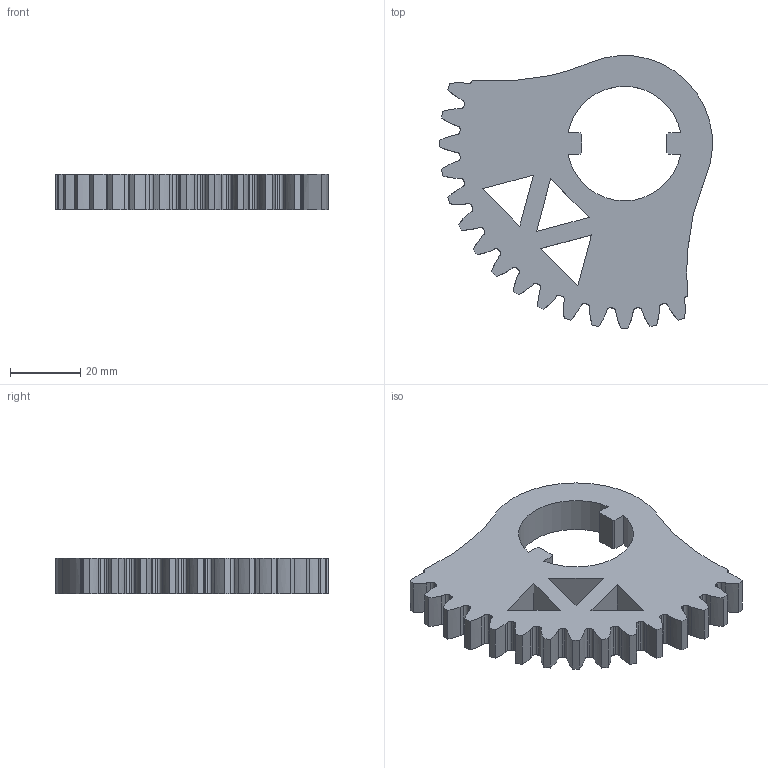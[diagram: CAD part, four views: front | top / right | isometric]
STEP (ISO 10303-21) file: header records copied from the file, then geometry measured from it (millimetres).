
FILE_DESCRIPTION(('FreeCAD Model'),'2;1');
FILE_NAME('Open CASCADE Shape Model','2025-11-29T22:24:56',(''),(''), 'Open CASCADE STEP processor 7.8','FreeCAD','Unknown');
FILE_SCHEMA(('AUTOMOTIVE_DESIGN { 1 0 10303 214 1 1 1 1 }'));
Length unit declared in the file: millimetre
Products named in the file (1): maingear2
Bounding box: 77.48 x 77.48 x 10 mm (x, y, z)
Volume: 33120.7 mm3; surface area: 12756 mm2
Topology: 1 solids, 1 shells, 147 faces, 435 edges, 290 vertices
Faces by surface type: cylinder 64, extrusion 62, plane 21
Entity records: 5283 total; most frequent: CARTESIAN_POINT 1433, ORIENTED_EDGE 870, DIRECTION 671, EDGE_CURVE 435, VERTEX_POINT 290, VECTOR 243, AXIS2_PLACEMENT_3D 214, B_SPLINE_CURVE_WITH_KNOTS 188
